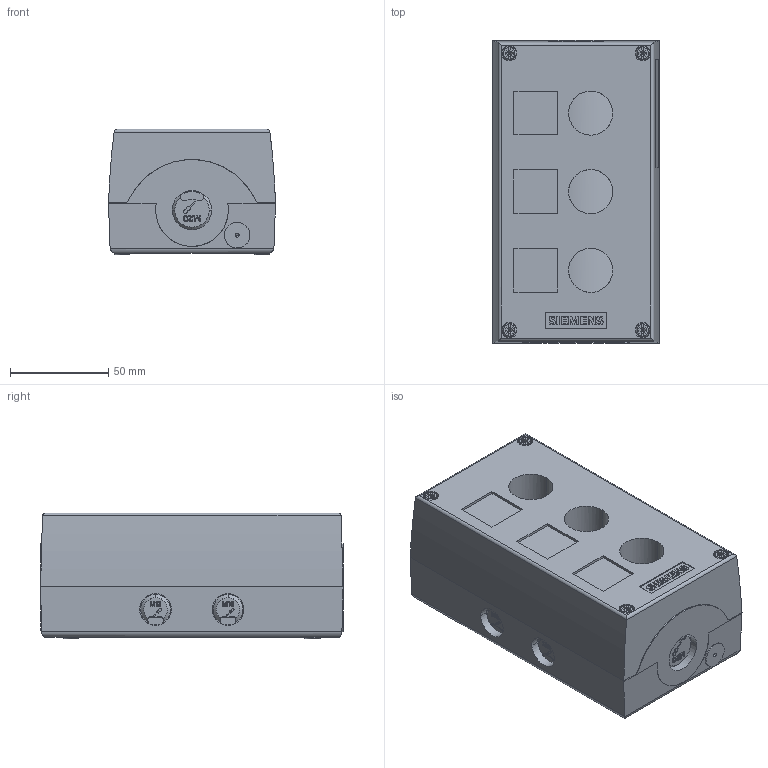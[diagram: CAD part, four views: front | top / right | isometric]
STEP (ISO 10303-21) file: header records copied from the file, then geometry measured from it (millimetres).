
FILE_DESCRIPTION(('STEP AP214'),'1');
FILE_NAME('cctmp_118A4B59-F1FD-462D-8646-EECBED379F13_2023_07_21_14_41_12_0635..stp','2023-07-21T12:41:15',('SIEMENS A&D'),('CADClick - www.CADClick.com'),'Spatial InterOp 3D postprocessed',' ','unknown authorization');
FILE_SCHEMA(('AUTOMOTIVE_DESIGN'));
Length unit declared in the file: millimetre
Products named in the file (1): 2023_07_21_14_41_12_0580
Bounding box: 85.04 x 154.2 x 64 mm (x, y, z)
Volume: 723511.6 mm3; surface area: 79397.2 mm2
Topology: 1 solids, 4 shells, 1489 faces, 4141 edges, 2757 vertices
Faces by surface type: plane 1014, cylinder 297, extrusion 132, cone 28, torus 16, sphere 2
Entity records: 62290 total; most frequent: CARTESIAN_POINT 14928, ORIENTED_EDGE 8278, DIRECTION 7061, EDGE_CURVE 4139, VECTOR 3129, LINE 2997, VERTEX_POINT 2757, STYLED_ITEM 2754
